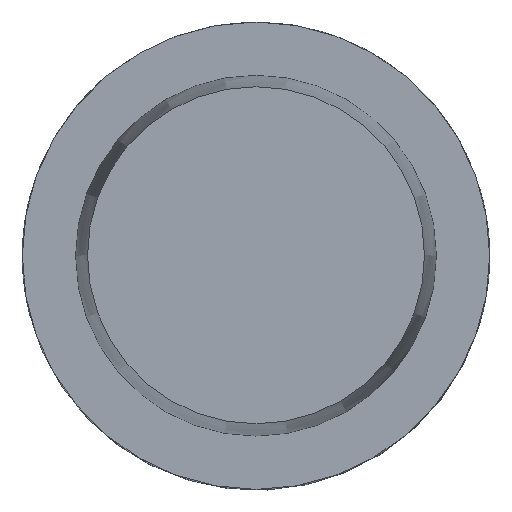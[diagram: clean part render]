
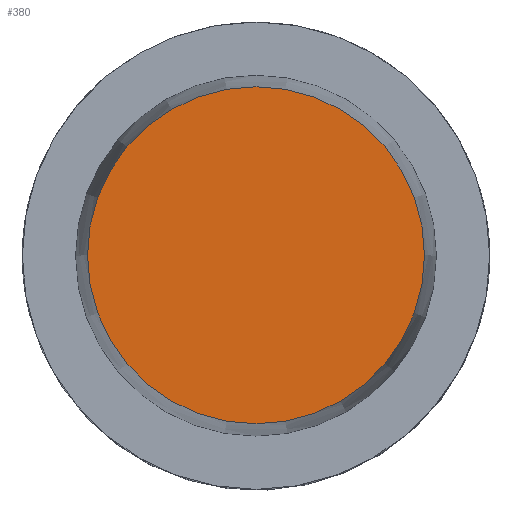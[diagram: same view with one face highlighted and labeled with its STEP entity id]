
A CAD part, top view. The second image highlights one B-rep face of the part: STEP entity #380.
In plain terms, the highlighted planar face has unit normal (0, 0, 1).
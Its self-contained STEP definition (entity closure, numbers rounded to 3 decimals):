
#300=EDGE_CURVE('240[2]',#758,#758,#759,.T.);
#380=ADVANCED_FACE('240[2]',(#866),#867,.T.);
#758=VERTEX_POINT('',#1534);
#759=CIRCLE('',#1535,22.715);
#866=FACE_OUTER_BOUND('',#1720,.T.);
#867=PLANE('',#1721);
#1534=CARTESIAN_POINT('',(22.715,0.,32.0));
#1535=AXIS2_PLACEMENT_3D('',#2312,#2313,#2314);
#1720=EDGE_LOOP('',(#2449));
#1721=AXIS2_PLACEMENT_3D('',#2450,#2451,#2452);
#2312=CARTESIAN_POINT('',(0.,0.,32.0));
#2313=DIRECTION('',(0.,0.,-1.0));
#2314=DIRECTION('',(1.0,0.,0.));
#2449=ORIENTED_EDGE('',*,*,#300,.F.);
#2450=CARTESIAN_POINT('',(11.357,0.,32.0));
#2451=DIRECTION('',(0.,0.,1.0));
#2452=DIRECTION('',(1.0,0.,0.0));
